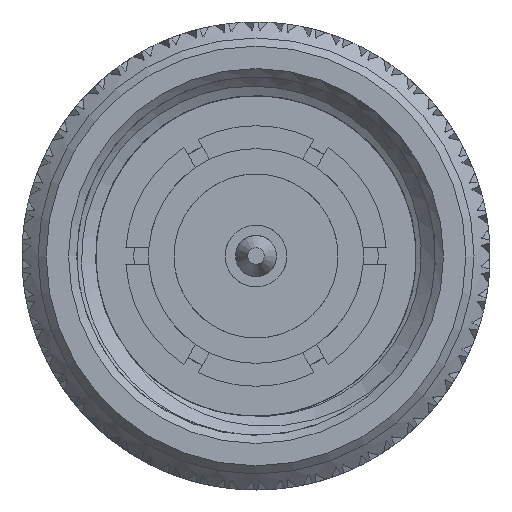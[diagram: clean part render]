
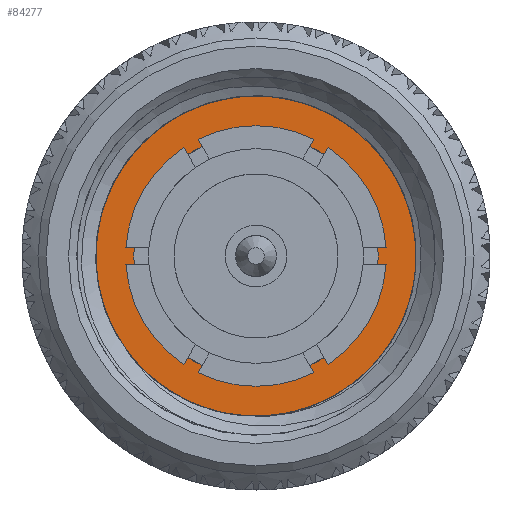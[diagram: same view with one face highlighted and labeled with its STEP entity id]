
A CAD part, left-side view. The second image highlights one B-rep face of the part: STEP entity #84277.
In plain terms, the highlighted planar face has unit normal (-1, 0, 0).
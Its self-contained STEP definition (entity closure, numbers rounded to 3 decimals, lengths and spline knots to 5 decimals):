
#3975 = CARTESIAN_POINT ( 'NONE',  ( 0.315, 0., 0. ) ) ;
#4882 = CARTESIAN_POINT ( 'NONE',  ( 0.315, -0.04518, -0.1916 ) ) ;
#5340 = AXIS2_PLACEMENT_3D ( 'NONE', #73408, #58346, #35306 ) ;
#5716 = CARTESIAN_POINT ( 'NONE',  ( 0.315, -0.18775, -0.08136 ) ) ;
#6042 = CARTESIAN_POINT ( 'NONE',  ( 0.315, -0.08576, -0.1772 ) ) ;
#6690 = CARTESIAN_POINT ( 'NONE',  ( 0.315, -0.10405, -0.16834 ) ) ;
#6931 = CARTESIAN_POINT ( 'NONE',  ( 0.315, -0.06646, -0.18391 ) ) ;
#7631 = EDGE_CURVE ( 'NONE', #41812, #74508, #69426, .T. ) ;
#10671 = B_SPLINE_CURVE_WITH_KNOTS ( 'NONE', 3,
 ( #81537, #36587, #6042, #6690, #44433, #59590, #29606, #59252, #80886, #14564, #5716, #14241, #66777, #21730, #74312, #95621, #29284, #65816, #58602, #20743, #73338, #88412, #43493, #95942, #66138, #21067, #73657, #28636 ),
 .UNSPECIFIED., .F., .F.,
 ( 4, 2, 2, 2, 2, 2, 2, 2, 2, 2, 2, 2, 2, 4 ),
 ( 0., 0.00077, 0.00155, 0.00232, 0.0031, 0.00464, 0.00619, 0.00697, 0.00774, 0.00852, 0.00929, 0.01006, 0.01084, 0.01239 ),
 .UNSPECIFIED. ) ;
#11987 = CIRCLE ( 'NONE', #5340, 0.149 ) ;
#12143 = DIRECTION ( 'NONE',  ( 0., -1., 0. ) ) ;
#12897 = FACE_BOUND ( 'NONE', #41773, .T. ) ;
#14241 = CARTESIAN_POINT ( 'NONE',  ( 0.315, -0.20212, -0.04292 ) ) ;
#14564 = CARTESIAN_POINT ( 'NONE',  ( 0.315, -0.17788, -0.09907 ) ) ;
#15756 = ORIENTED_EDGE ( 'NONE', *, *, #7631, .T. ) ;
#18435 = DIRECTION ( 'NONE',  ( 1., 0., 0. ) ) ;
#20743 = CARTESIAN_POINT ( 'NONE',  ( 0.315, -0.18933, 0.09653 ) ) ;
#21067 = CARTESIAN_POINT ( 'NONE',  ( 0.315, -0.12779, 0.17637 ) ) ;
#21730 = CARTESIAN_POINT ( 'NONE',  ( 0.315, -0.20807, 0.00748 ) ) ;
#21819 = LINE ( 'NONE', #95630, #44216 ) ;
#22103 = AXIS2_PLACEMENT_3D ( 'NONE', #26589, #18435, #34141 ) ;
#24184 = EDGE_LOOP ( 'NONE', ( #36564, #66997, #15756, #43345 ) ) ;
#26589 = CARTESIAN_POINT ( 'NONE',  ( 0.315, 0., 0. ) ) ;
#26781 = VERTEX_POINT ( 'NONE', #48171 ) ;
#28636 = CARTESIAN_POINT ( 'NONE',  ( 0.315, -0.0929, 0.19804 ) ) ;
#29284 = CARTESIAN_POINT ( 'NONE',  ( 0.315, -0.20454, 0.04797 ) ) ;
#29606 = CARTESIAN_POINT ( 'NONE',  ( 0.315, -0.13757, -0.14502 ) ) ;
#33216 = CARTESIAN_POINT ( 'NONE',  ( 0.315, 0., -0.19555 ) ) ;
#34141 = DIRECTION ( 'NONE',  ( 0., -1., 0. ) ) ;
#34673 = EDGE_CURVE ( 'NONE', #85002, #26781, #83523, .T. ) ;
#35018 = CARTESIAN_POINT ( 'NONE',  ( 0.315, -0.02262, -0.19555 ) ) ;
#35306 = DIRECTION ( 'NONE',  ( 0., 1., 0. ) ) ;
#36564 = ORIENTED_EDGE ( 'NONE', *, *, #34673, .F. ) ;
#36587 = CARTESIAN_POINT ( 'NONE',  ( 0.315, -0.07629, -0.18093 ) ) ;
#41773 = EDGE_LOOP ( 'NONE', ( #51188 ) ) ;
#41812 = VERTEX_POINT ( 'NONE', #33216 ) ;
#42843 = DIRECTION ( 'NONE',  ( 0., 0., 1. ) ) ;
#43345 = ORIENTED_EDGE ( 'NONE', *, *, #95097, .T. ) ;
#43493 = CARTESIAN_POINT ( 'NONE',  ( 0.315, -0.16916, 0.13176 ) ) ;
#44216 = VECTOR ( 'NONE', #42843, 39.37008 ) ;
#44433 = CARTESIAN_POINT ( 'NONE',  ( 0.315, -0.11289, -0.16317 ) ) ;
#48171 = CARTESIAN_POINT ( 'NONE',  ( 0.315, -0.0929, 0.19804 ) ) ;
#51188 = ORIENTED_EDGE ( 'NONE', *, *, #96113, .T. ) ;
#52551 = AXIS2_PLACEMENT_3D ( 'NONE', #3975, #56506, #12143 ) ;
#56506 = DIRECTION ( 'NONE',  ( -1., 0., 0. ) ) ;
#57414 = CARTESIAN_POINT ( 'NONE',  ( 0.315, -0.06646, -0.18391 ) ) ;
#58346 = DIRECTION ( 'NONE',  ( 1., 0., 0. ) ) ;
#58602 = CARTESIAN_POINT ( 'NONE',  ( 0.315, -0.1968, 0.07763 ) ) ;
#59252 = CARTESIAN_POINT ( 'NONE',  ( 0.315, -0.15227, -0.13097 ) ) ;
#59590 = CARTESIAN_POINT ( 'NONE',  ( 0.315, -0.12971, -0.15147 ) ) ;
#63248 = VERTEX_POINT ( 'NONE', #94720 ) ;
#65816 = CARTESIAN_POINT ( 'NONE',  ( 0.315, -0.19988, 0.06777 ) ) ;
#66138 = CARTESIAN_POINT ( 'NONE',  ( 0.315, -0.14972, 0.15536 ) ) ;
#66777 = CARTESIAN_POINT ( 'NONE',  ( 0.315, -0.20629, -0.02311 ) ) ;
#66997 = ORIENTED_EDGE ( 'NONE', *, *, #89047, .T. ) ;
#69426 = B_SPLINE_CURVE_WITH_KNOTS ( 'NONE', 3,
 ( #87223, #35018, #4882, #57414 ),
 .UNSPECIFIED., .F., .F.,
 ( 4, 4 ),
 ( 0., 0.00172 ),
 .UNSPECIFIED. ) ;
#73338 = CARTESIAN_POINT ( 'NONE',  ( 0.315, -0.18495, 0.10566 ) ) ;
#73408 = CARTESIAN_POINT ( 'NONE',  ( 0.315, 0., 0. ) ) ;
#73657 = CARTESIAN_POINT ( 'NONE',  ( 0.315, -0.11106, 0.18848 ) ) ;
#74312 = CARTESIAN_POINT ( 'NONE',  ( 0.315, -0.20791, 0.01776 ) ) ;
#74508 = VERTEX_POINT ( 'NONE', #6931 ) ;
#80855 = CARTESIAN_POINT ( 'NONE',  ( 0.315, 0., -0.21875 ) ) ;
#80886 = CARTESIAN_POINT ( 'NONE',  ( 0.315, -0.15915, -0.12333 ) ) ;
#81537 = CARTESIAN_POINT ( 'NONE',  ( 0.315, -0.06646, -0.18391 ) ) ;
#83523 = CIRCLE ( 'NONE', #22103, 0.21875 ) ;
#84277 = ADVANCED_FACE ( 'NONE', ( #12897, #90433 ), #86642, .T. ) ;
#85002 = VERTEX_POINT ( 'NONE', #80855 ) ;
#86642 = PLANE ( 'NONE',  #52551 ) ;
#87223 = CARTESIAN_POINT ( 'NONE',  ( 0.315, 0., -0.19555 ) ) ;
#88412 = CARTESIAN_POINT ( 'NONE',  ( 0.315, -0.17488, 0.12324 ) ) ;
#89047 = EDGE_CURVE ( 'NONE', #85002, #41812, #21819, .T. ) ;
#90433 = FACE_OUTER_BOUND ( 'NONE', #24184, .T. ) ;
#94720 = CARTESIAN_POINT ( 'NONE',  ( 0.315, 0.149, 0. ) ) ;
#95097 = EDGE_CURVE ( 'NONE', #74508, #26781, #10671, .T. ) ;
#95621 = CARTESIAN_POINT ( 'NONE',  ( 0.315, -0.20615, 0.03797 ) ) ;
#95630 = CARTESIAN_POINT ( 'NONE',  ( 0.315, 0., 0. ) ) ;
#95942 = CARTESIAN_POINT ( 'NONE',  ( 0.315, -0.15654, 0.14785 ) ) ;
#96113 = EDGE_CURVE ( 'NONE', #63248, #63248, #11987, .T. ) ;
